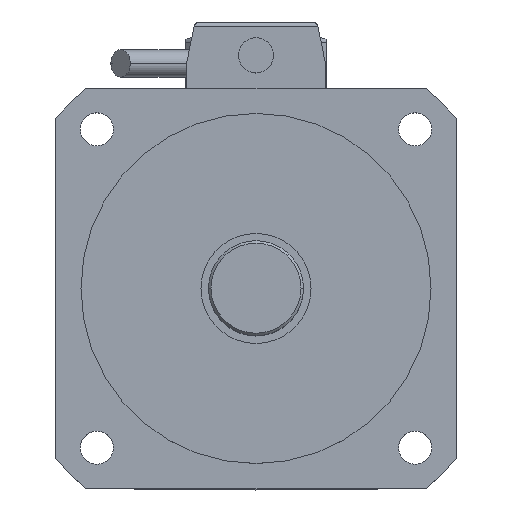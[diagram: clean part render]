
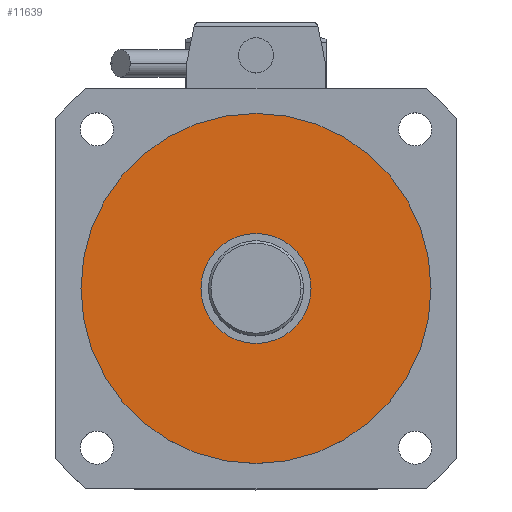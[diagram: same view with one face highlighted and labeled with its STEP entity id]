
A CAD part, top view. The second image highlights one B-rep face of the part: STEP entity #11639.
In plain terms, the highlighted planar face has unit normal (0, 0, 1).
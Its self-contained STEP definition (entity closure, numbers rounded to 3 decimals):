
#418 = EDGE_CURVE ( 'NONE', #1960, #6113, #10293, .T. ) ;
#715 = EDGE_CURVE ( 'NONE', #14598, #13704, #12943, .T. ) ;
#1004 = DIRECTION ( 'NONE',  ( 1., 0., 0. ) ) ;
#1566 = EDGE_LOOP ( 'NONE', ( #4039, #8332 ) ) ;
#1960 = VERTEX_POINT ( 'NONE', #7240 ) ;
#2208 = DIRECTION ( 'NONE',  ( 0., 0., 1. ) ) ;
#2230 = CARTESIAN_POINT ( 'NONE',  ( 0., 0., 49.5 ) ) ;
#2887 = DIRECTION ( 'NONE',  ( 1., 0., 0. ) ) ;
#3138 = DIRECTION ( 'NONE',  ( 0., 0., 1. ) ) ;
#3367 = CARTESIAN_POINT ( 'NONE',  ( 0., 0., 49.5 ) ) ;
#4039 = ORIENTED_EDGE ( 'NONE', *, *, #715, .T. ) ;
#4240 = AXIS2_PLACEMENT_3D ( 'NONE', #2230, #2208, #2887 ) ;
#4273 = EDGE_CURVE ( 'NONE', #13704, #14598, #6244, .T. ) ;
#4524 = CARTESIAN_POINT ( 'NONE',  ( -35., 0., 49.5 ) ) ;
#5582 = AXIS2_PLACEMENT_3D ( 'NONE', #8777, #7879, #7781 ) ;
#5593 = ORIENTED_EDGE ( 'NONE', *, *, #418, .F. ) ;
#5689 = DIRECTION ( 'NONE',  ( 0., 0., 1. ) ) ;
#6113 = VERTEX_POINT ( 'NONE', #14735 ) ;
#6244 = CIRCLE ( 'NONE', #8415, 35. ) ;
#6796 = PLANE ( 'NONE',  #14428 ) ;
#7240 = CARTESIAN_POINT ( 'NONE',  ( -11., 0., 49.5 ) ) ;
#7674 = AXIS2_PLACEMENT_3D ( 'NONE', #14674, #7881, #1004 ) ;
#7781 = DIRECTION ( 'NONE',  ( 1., 0., 0. ) ) ;
#7879 = DIRECTION ( 'NONE',  ( 0., 0., 1. ) ) ;
#7881 = DIRECTION ( 'NONE',  ( 0., 0., 1. ) ) ;
#8332 = ORIENTED_EDGE ( 'NONE', *, *, #4273, .T. ) ;
#8415 = AXIS2_PLACEMENT_3D ( 'NONE', #10002, #3138, #11148 ) ;
#8777 = CARTESIAN_POINT ( 'NONE',  ( 0., 0., 49.5 ) ) ;
#9869 = ORIENTED_EDGE ( 'NONE', *, *, #12425, .F. ) ;
#9889 = FACE_BOUND ( 'NONE', #10805, .T. ) ;
#10002 = CARTESIAN_POINT ( 'NONE',  ( 0., 0., 49.5 ) ) ;
#10293 = CIRCLE ( 'NONE', #5582, 11. ) ;
#10805 = EDGE_LOOP ( 'NONE', ( #9869, #5593 ) ) ;
#11148 = DIRECTION ( 'NONE',  ( 1., 0., 0. ) ) ;
#11462 = CIRCLE ( 'NONE', #7674, 11. ) ;
#11639 = ADVANCED_FACE ( 'NONE', ( #9889, #12555 ), #6796, .T. ) ;
#12425 = EDGE_CURVE ( 'NONE', #6113, #1960, #11462, .T. ) ;
#12555 = FACE_OUTER_BOUND ( 'NONE', #1566, .T. ) ;
#12943 = CIRCLE ( 'NONE', #4240, 35. ) ;
#13658 = DIRECTION ( 'NONE',  ( 1., 0., 0. ) ) ;
#13704 = VERTEX_POINT ( 'NONE', #13950 ) ;
#13950 = CARTESIAN_POINT ( 'NONE',  ( 35., 0., 49.5 ) ) ;
#14428 = AXIS2_PLACEMENT_3D ( 'NONE', #3367, #5689, #13658 ) ;
#14598 = VERTEX_POINT ( 'NONE', #4524 ) ;
#14674 = CARTESIAN_POINT ( 'NONE',  ( 0., 0., 49.5 ) ) ;
#14735 = CARTESIAN_POINT ( 'NONE',  ( 11., 0., 49.5 ) ) ;
